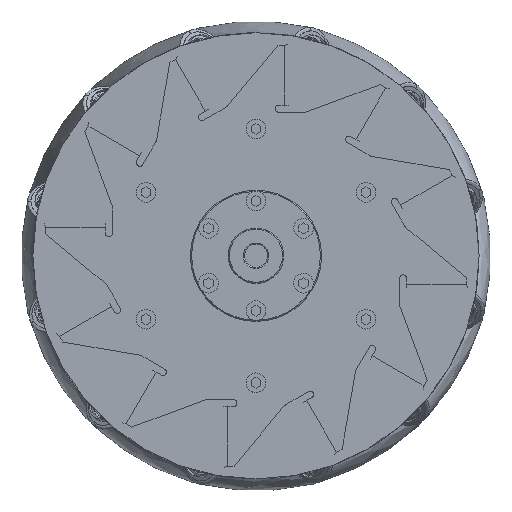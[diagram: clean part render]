
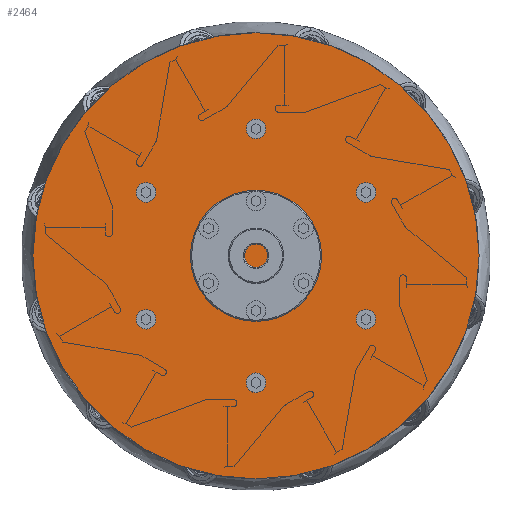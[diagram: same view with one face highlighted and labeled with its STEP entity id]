
A CAD part, top view. The second image highlights one B-rep face of the part: STEP entity #2464.
In plain terms, the highlighted planar face has unit normal (0, 0, 1).
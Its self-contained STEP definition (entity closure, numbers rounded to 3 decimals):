
#983=CARTESIAN_POINT('',(0.,0.,39.));
#984=DIRECTION('',(0.,0.,1.));
#985=DIRECTION('',(1.,0.,0.));
#986=AXIS2_PLACEMENT_3D('',#983,#984,#985);
#988=CARTESIAN_POINT('',(0.,0.,39.));
#989=DIRECTION('',(0.,0.,1.));
#990=DIRECTION('',(-1.,0.,0.));
#991=AXIS2_PLACEMENT_3D('',#988,#989,#990);
#997=CARTESIAN_POINT('',(96.6,0.,39.));
#998=CARTESIAN_POINT('',(-96.6,0.,39.));
#999=VERTEX_POINT('',#997);
#1000=VERTEX_POINT('',#998);
#2455=CARTESIAN_POINT('',(0.,0.,39.));
#2456=DIRECTION('',(0.,0.,1.));
#2457=DIRECTION('',(1.,0.,0.));
#2458=AXIS2_PLACEMENT_3D('',#2455,#2456,#2457);
#2459=PLANE('',#2458);
#2460=ORIENTED_EDGE('',*,*,#1279,.F.);
#2461=ORIENTED_EDGE('',*,*,#1580,.F.);
#2462=EDGE_LOOP('',(#2460,#2461));
#2463=FACE_OUTER_BOUND('',#2462,.F.);
#987=CIRCLE('',#986,96.6);
#992=CIRCLE('',#991,96.6);
#1279=EDGE_CURVE('',#999,#1000,#987,.T.);
#1580=EDGE_CURVE('',#1000,#999,#992,.T.);
#2464=ADVANCED_FACE('',(#2463),#2459,.T.);
